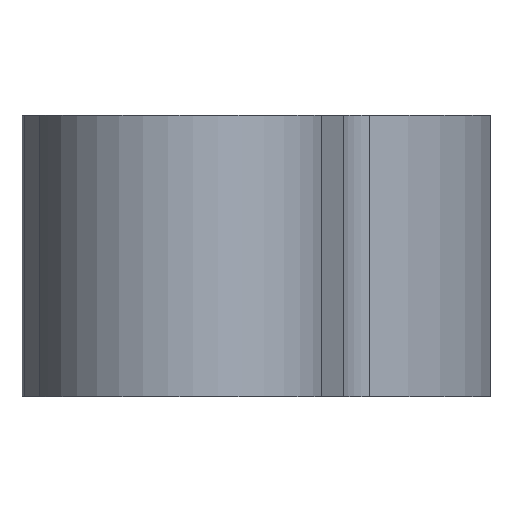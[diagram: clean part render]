
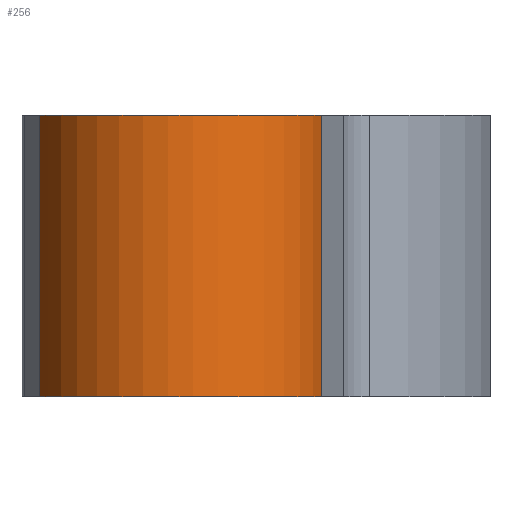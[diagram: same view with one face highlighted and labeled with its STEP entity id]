
A CAD part, left-side view. The second image highlights one B-rep face of the part: STEP entity #256.
In plain terms, the highlighted cylindrical face has radius 4 mm (diameter 8 mm), a partial arc.
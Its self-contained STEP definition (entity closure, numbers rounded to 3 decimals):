
#20 = VERTEX_POINT ( 'NONE', #196 ) ;
#88 = CARTESIAN_POINT ( 'NONE',  ( -9., 0., -7.7 ) ) ;
#93 = CARTESIAN_POINT ( 'NONE',  ( -10.046, 3.861, -7.7 ) ) ;
#106 = CARTESIAN_POINT ( 'NONE',  ( -10.046, 3.861, -7.7 ) ) ;
#131 = EDGE_CURVE ( 'NONE', #209, #495, #542, .T. ) ;
#133 = DIRECTION ( 'NONE',  ( 0., 0., 1. ) ) ;
#139 = CARTESIAN_POINT ( 'NONE',  ( -10.046, 3.861, 0. ) ) ;
#154 = AXIS2_PLACEMENT_3D ( 'NONE', #716, #215, #433 ) ;
#175 = EDGE_CURVE ( 'NONE', #20, #495, #411, .T. ) ;
#196 = CARTESIAN_POINT ( 'NONE',  ( -10.046, -3.861, -7.7 ) ) ;
#199 = ORIENTED_EDGE ( 'NONE', *, *, #241, .T. ) ;
#201 = ORIENTED_EDGE ( 'NONE', *, *, #175, .T. ) ;
#204 = DIRECTION ( 'NONE',  ( 0., 0., 1. ) ) ;
#209 = VERTEX_POINT ( 'NONE', #139 ) ;
#215 = DIRECTION ( 'NONE',  ( 0., 0., 1. ) ) ;
#241 = EDGE_CURVE ( 'NONE', #613, #20, #383, .T. ) ;
#256 = ADVANCED_FACE ( 'NONE', ( #369 ), #594, .T. ) ;
#306 = ORIENTED_EDGE ( 'NONE', *, *, #328, .F. ) ;
#318 = DIRECTION ( 'NONE',  ( 0., 0., 1. ) ) ;
#328 = EDGE_CURVE ( 'NONE', #613, #209, #614, .T. ) ;
#336 = DIRECTION ( 'NONE',  ( 0., 0., 1. ) ) ;
#369 = FACE_OUTER_BOUND ( 'NONE', #705, .T. ) ;
#383 = CIRCLE ( 'NONE', #510, 4. ) ;
#411 = LINE ( 'NONE', #640, #603 ) ;
#422 = DIRECTION ( 'NONE',  ( -1., 0., 0. ) ) ;
#433 = DIRECTION ( 'NONE',  ( -1., 0., 0. ) ) ;
#475 = ORIENTED_EDGE ( 'NONE', *, *, #131, .F. ) ;
#495 = VERTEX_POINT ( 'NONE', #687 ) ;
#510 = AXIS2_PLACEMENT_3D ( 'NONE', #704, #204, #422 ) ;
#542 = CIRCLE ( 'NONE', #154, 4. ) ;
#545 = DIRECTION ( 'NONE',  ( 1., 0., 0. ) ) ;
#594 = CYLINDRICAL_SURFACE ( 'NONE', #729, 4. ) ;
#603 = VECTOR ( 'NONE', #133, 1000. ) ;
#613 = VERTEX_POINT ( 'NONE', #93 ) ;
#614 = LINE ( 'NONE', #106, #678 ) ;
#640 = CARTESIAN_POINT ( 'NONE',  ( -10.046, -3.861, -7.7 ) ) ;
#678 = VECTOR ( 'NONE', #336, 1000. ) ;
#687 = CARTESIAN_POINT ( 'NONE',  ( -10.046, -3.861, 0. ) ) ;
#704 = CARTESIAN_POINT ( 'NONE',  ( -9., 0., -7.7 ) ) ;
#705 = EDGE_LOOP ( 'NONE', ( #475, #306, #199, #201 ) ) ;
#716 = CARTESIAN_POINT ( 'NONE',  ( -9., 0., 0. ) ) ;
#729 = AXIS2_PLACEMENT_3D ( 'NONE', #88, #318, #545 ) ;
